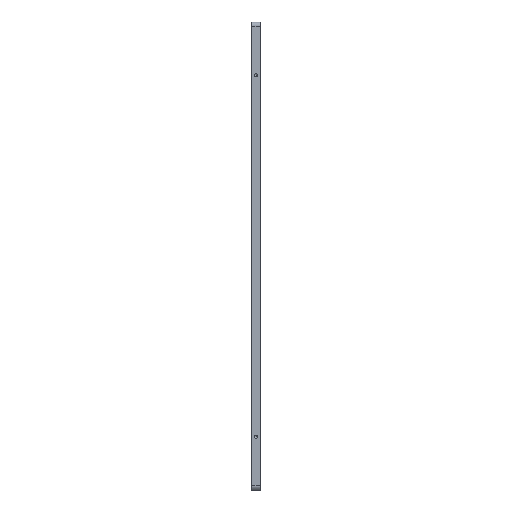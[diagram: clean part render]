
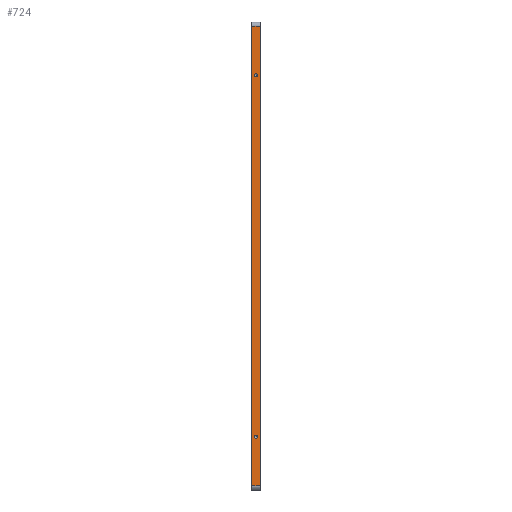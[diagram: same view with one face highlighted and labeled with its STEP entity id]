
A CAD part, left-side view. The second image highlights one B-rep face of the part: STEP entity #724.
In plain terms, the highlighted planar face has unit normal (-1, 0, 0).
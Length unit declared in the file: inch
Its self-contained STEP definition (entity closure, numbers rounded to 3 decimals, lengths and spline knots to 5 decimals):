
#16 = CARTESIAN_POINT ( 'NONE',  ( 0., 0.125, -1.625 ) ) ;
#62 = ORIENTED_EDGE ( 'NONE', *, *, #2432, .F. ) ;
#69 = CIRCLE ( 'NONE', #2678, 0.04921 ) ;
#86 = PLANE ( 'NONE',  #1285 ) ;
#91 = CARTESIAN_POINT ( 'NONE',  ( 0., 0.25, -0.125 ) ) ;
#165 = LINE ( 'NONE', #824, #1925 ) ;
#223 = DIRECTION ( 'NONE',  ( 0., 0., 1. ) ) ;
#293 = VERTEX_POINT ( 'NONE', #388 ) ;
#319 = DIRECTION ( 'NONE',  ( 1., 0., 0. ) ) ;
#327 = DIRECTION ( 'NONE',  ( -1., 0., 0. ) ) ;
#329 = CIRCLE ( 'NONE', #1011, 0.04921 ) ;
#388 = CARTESIAN_POINT ( 'NONE',  ( 0., 0.125, -12.67421 ) ) ;
#463 = DIRECTION ( 'NONE',  ( 0., -1., 0. ) ) ;
#480 = ORIENTED_EDGE ( 'NONE', *, *, #2163, .F. ) ;
#498 = DIRECTION ( 'NONE',  ( -1., 0., 0. ) ) ;
#542 = ORIENTED_EDGE ( 'NONE', *, *, #1346, .T. ) ;
#662 = DIRECTION ( 'NONE',  ( 0., 0., 1. ) ) ;
#724 = ADVANCED_FACE ( 'NONE', ( #1939, #2996, #1309 ), #86, .F. ) ;
#791 = VECTOR ( 'NONE', #846, 39.37008 ) ;
#804 = CARTESIAN_POINT ( 'NONE',  ( 0., 0.25, 0. ) ) ;
#824 = CARTESIAN_POINT ( 'NONE',  ( 0., 0.25, -0.125 ) ) ;
#846 = DIRECTION ( 'NONE',  ( 0., 0., 1. ) ) ;
#891 = CIRCLE ( 'NONE', #1620, 0.04921 ) ;
#912 = ORIENTED_EDGE ( 'NONE', *, *, #1950, .F. ) ;
#934 = CARTESIAN_POINT ( 'NONE',  ( 0., 0.25, -14.125 ) ) ;
#943 = LINE ( 'NONE', #1482, #1767 ) ;
#946 = ORIENTED_EDGE ( 'NONE', *, *, #1831, .T. ) ;
#1011 = AXIS2_PLACEMENT_3D ( 'NONE', #16, #498, #2445 ) ;
#1056 = CARTESIAN_POINT ( 'NONE',  ( 0., 0.125, -12.625 ) ) ;
#1098 = VERTEX_POINT ( 'NONE', #1989 ) ;
#1100 = EDGE_LOOP ( 'NONE', ( #2953, #480 ) ) ;
#1191 = EDGE_LOOP ( 'NONE', ( #912, #542, #1496, #946 ) ) ;
#1200 = VERTEX_POINT ( 'NONE', #2795 ) ;
#1285 = AXIS2_PLACEMENT_3D ( 'NONE', #804, #319, #2503 ) ;
#1309 = FACE_OUTER_BOUND ( 'NONE', #1191, .T. ) ;
#1319 = DIRECTION ( 'NONE',  ( 0., 0., 1. ) ) ;
#1346 = EDGE_CURVE ( 'NONE', #1441, #2715, #1926, .T. ) ;
#1391 = EDGE_CURVE ( 'NONE', #2860, #1098, #69, .T. ) ;
#1406 = ORIENTED_EDGE ( 'NONE', *, *, #1651, .F. ) ;
#1441 = VERTEX_POINT ( 'NONE', #2068 ) ;
#1482 = CARTESIAN_POINT ( 'NONE',  ( 0., 0., 0. ) ) ;
#1496 = ORIENTED_EDGE ( 'NONE', *, *, #1618, .T. ) ;
#1503 = EDGE_LOOP ( 'NONE', ( #1406, #62 ) ) ;
#1618 = EDGE_CURVE ( 'NONE', #2715, #1200, #943, .T. ) ;
#1620 = AXIS2_PLACEMENT_3D ( 'NONE', #2650, #2410, #223 ) ;
#1651 = EDGE_CURVE ( 'NONE', #1991, #293, #891, .T. ) ;
#1663 = CARTESIAN_POINT ( 'NONE',  ( 0., 0.125, -12.57579 ) ) ;
#1767 = VECTOR ( 'NONE', #662, 39.37008 ) ;
#1831 = EDGE_CURVE ( 'NONE', #1200, #2344, #165, .T. ) ;
#1925 = VECTOR ( 'NONE', #2777, 39.37008 ) ;
#1926 = LINE ( 'NONE', #934, #2121 ) ;
#1939 = FACE_BOUND ( 'NONE', #1100, .T. ) ;
#1950 = EDGE_CURVE ( 'NONE', #1441, #2344, #2064, .T. ) ;
#1989 = CARTESIAN_POINT ( 'NONE',  ( 0., 0.125, -1.67421 ) ) ;
#1991 = VERTEX_POINT ( 'NONE', #1663 ) ;
#2047 = CARTESIAN_POINT ( 'NONE',  ( 0., 0.125, -1.57579 ) ) ;
#2064 = LINE ( 'NONE', #3033, #791 ) ;
#2068 = CARTESIAN_POINT ( 'NONE',  ( 0., 0.25, -14.125 ) ) ;
#2121 = VECTOR ( 'NONE', #463, 39.37008 ) ;
#2163 = EDGE_CURVE ( 'NONE', #1098, #2860, #329, .T. ) ;
#2344 = VERTEX_POINT ( 'NONE', #91 ) ;
#2404 = DIRECTION ( 'NONE',  ( -1., 0., 0. ) ) ;
#2410 = DIRECTION ( 'NONE',  ( -1., 0., 0. ) ) ;
#2432 = EDGE_CURVE ( 'NONE', #293, #1991, #2519, .T. ) ;
#2445 = DIRECTION ( 'NONE',  ( 0., 0., 1. ) ) ;
#2503 = DIRECTION ( 'NONE',  ( 0., 0., -1. ) ) ;
#2519 = CIRCLE ( 'NONE', #2639, 0.04921 ) ;
#2639 = AXIS2_PLACEMENT_3D ( 'NONE', #1056, #327, #1319 ) ;
#2650 = CARTESIAN_POINT ( 'NONE',  ( 0., 0.125, -12.625 ) ) ;
#2678 = AXIS2_PLACEMENT_3D ( 'NONE', #2878, #2404, #2911 ) ;
#2715 = VERTEX_POINT ( 'NONE', #2905 ) ;
#2777 = DIRECTION ( 'NONE',  ( 0., 1., 0. ) ) ;
#2795 = CARTESIAN_POINT ( 'NONE',  ( 0., 0., -0.125 ) ) ;
#2860 = VERTEX_POINT ( 'NONE', #2047 ) ;
#2878 = CARTESIAN_POINT ( 'NONE',  ( 0., 0.125, -1.625 ) ) ;
#2905 = CARTESIAN_POINT ( 'NONE',  ( 0., 0., -14.125 ) ) ;
#2911 = DIRECTION ( 'NONE',  ( 0., 0., 1. ) ) ;
#2953 = ORIENTED_EDGE ( 'NONE', *, *, #1391, .F. ) ;
#2996 = FACE_BOUND ( 'NONE', #1503, .T. ) ;
#3033 = CARTESIAN_POINT ( 'NONE',  ( 0., 0.25, 0. ) ) ;
